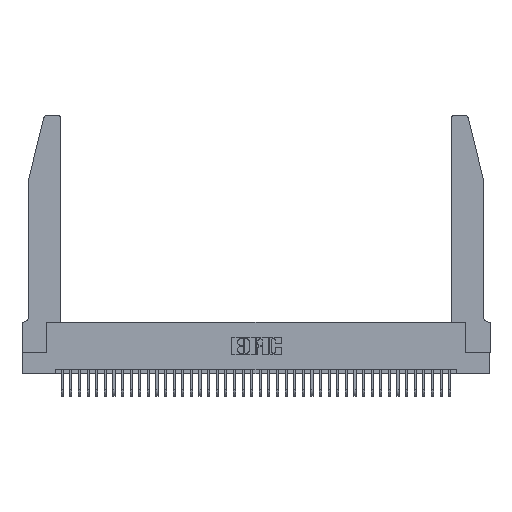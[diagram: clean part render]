
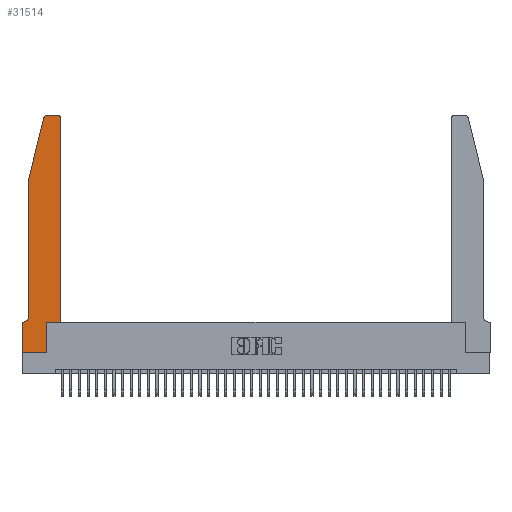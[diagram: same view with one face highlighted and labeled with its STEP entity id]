
A CAD part, top view. The second image highlights one B-rep face of the part: STEP entity #31514.
In plain terms, the highlighted planar face has unit normal (0, 0, 1).
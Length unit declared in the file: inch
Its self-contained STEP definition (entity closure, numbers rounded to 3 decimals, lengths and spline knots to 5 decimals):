
#34 = DIRECTION ( 'NONE',  ( 0., 0., 1. ) ) ;
#233 = DIRECTION ( 'NONE',  ( 1., 0., 0. ) ) ;
#368 = DIRECTION ( 'NONE',  ( 0., -1., 0. ) ) ;
#509 = CARTESIAN_POINT ( 'NONE',  ( 0.0755, 0.35, 0.37 ) ) ;
#668 = DIRECTION ( 'NONE',  ( 1., 0., 0. ) ) ;
#993 = LINE ( 'NONE', #7156, #25109 ) ;
#1679 = LINE ( 'NONE', #24317, #9761 ) ;
#1800 = VERTEX_POINT ( 'NONE', #36031 ) ;
#2119 = EDGE_CURVE ( 'NONE', #13426, #10179, #8835, .T. ) ;
#2342 = EDGE_CURVE ( 'NONE', #25296, #24722, #22559, .T. ) ;
#2520 = EDGE_CURVE ( 'NONE', #24722, #13804, #1679, .T. ) ;
#3268 = EDGE_CURVE ( 'NONE', #24789, #31653, #37287, .T. ) ;
#3963 = EDGE_CURVE ( 'NONE', #28608, #24789, #16166, .T. ) ;
#3992 = EDGE_CURVE ( 'NONE', #31653, #25296, #22309, .T. ) ;
#5056 = CARTESIAN_POINT ( 'NONE',  ( 0.284, 2.75, 0.37 ) ) ;
#5157 = EDGE_LOOP ( 'NONE', ( #7028, #20521, #12820, #9237, #28053, #11678, #6545, #28294, #12804, #33161, #23048, #23333 ) ) ;
#5590 = DIRECTION ( 'NONE',  ( 0., -1., 0. ) ) ;
#6545 = ORIENTED_EDGE ( 'NONE', *, *, #2342, .T. ) ;
#7028 = ORIENTED_EDGE ( 'NONE', *, *, #13002, .T. ) ;
#7156 = CARTESIAN_POINT ( 'NONE',  ( 0.4505, 0.35, 0.37 ) ) ;
#7393 = VECTOR ( 'NONE', #5590, 39.37008 ) ;
#7765 = CARTESIAN_POINT ( 'NONE',  ( 0.2865, 0.35, 0.37 ) ) ;
#8058 = AXIS2_PLACEMENT_3D ( 'NONE', #14347, #35237, #17399 ) ;
#8149 = CARTESIAN_POINT ( 'NONE',  ( 0.25487, 2.72718, 0.37 ) ) ;
#8314 = CARTESIAN_POINT ( 'NONE',  ( 0.4505, 2.72, 0.37 ) ) ;
#8835 = LINE ( 'NONE', #10524, #14992 ) ;
#8845 = DIRECTION ( 'NONE',  ( -1., 0., 0. ) ) ;
#8973 = CARTESIAN_POINT ( 'NONE',  ( 0.2605, 2.75, 0.37 ) ) ;
#9237 = ORIENTED_EDGE ( 'NONE', *, *, #3963, .T. ) ;
#9761 = VECTOR ( 'NONE', #233, 39.37008 ) ;
#10179 = VERTEX_POINT ( 'NONE', #20084 ) ;
#10524 = CARTESIAN_POINT ( 'NONE',  ( 0.4505, 0.35, 0.37 ) ) ;
#10625 = CARTESIAN_POINT ( 'NONE',  ( 0., 0., 0.37 ) ) ;
#10850 = AXIS2_PLACEMENT_3D ( 'NONE', #18246, #34, #21272 ) ;
#10898 = VERTEX_POINT ( 'NONE', #5056 ) ;
#11354 = VECTOR ( 'NONE', #11913, 39.37008 ) ;
#11678 = ORIENTED_EDGE ( 'NONE', *, *, #3992, .T. ) ;
#11913 = DIRECTION ( 'NONE',  ( 0., 1., 0. ) ) ;
#12032 = AXIS2_PLACEMENT_3D ( 'NONE', #15803, #18854, #668 ) ;
#12632 = EDGE_CURVE ( 'NONE', #10179, #19879, #993, .T. ) ;
#12804 = ORIENTED_EDGE ( 'NONE', *, *, #20017, .T. ) ;
#12820 = ORIENTED_EDGE ( 'NONE', *, *, #27783, .T. ) ;
#12958 = CARTESIAN_POINT ( 'NONE',  ( 0.0055, 0.42, 0.37 ) ) ;
#13002 = EDGE_CURVE ( 'NONE', #1800, #10898, #19956, .T. ) ;
#13246 = CIRCLE ( 'NONE', #10850, 0.03 ) ;
#13426 = VERTEX_POINT ( 'NONE', #7765 ) ;
#13609 = VECTOR ( 'NONE', #30826, 39.37008 ) ;
#13804 = VERTEX_POINT ( 'NONE', #21523 ) ;
#14151 = EDGE_CURVE ( 'NONE', #10898, #36930, #26920, .T. ) ;
#14267 = VECTOR ( 'NONE', #36621, 39.37008 ) ;
#14347 = CARTESIAN_POINT ( 'NONE',  ( 0.284, 2.72, 0.37 ) ) ;
#14992 = VECTOR ( 'NONE', #19663, 39.37008 ) ;
#15803 = CARTESIAN_POINT ( 'NONE',  ( 0., 0.35, 0.37 ) ) ;
#15986 = DIRECTION ( 'NONE',  ( -1., 0., 0. ) ) ;
#16166 = LINE ( 'NONE', #36367, #23248 ) ;
#16979 = CARTESIAN_POINT ( 'NONE',  ( 0.0755, 0.42, 0.37 ) ) ;
#17399 = DIRECTION ( 'NONE',  ( 1., 0., 0. ) ) ;
#18246 = CARTESIAN_POINT ( 'NONE',  ( 0.4205, 2.72, 0.37 ) ) ;
#18854 = DIRECTION ( 'NONE',  ( 0., 0., 1. ) ) ;
#19228 = DIRECTION ( 'NONE',  ( 0., 1., 0. ) ) ;
#19663 = DIRECTION ( 'NONE',  ( 1., 0., 0. ) ) ;
#19879 = VERTEX_POINT ( 'NONE', #8314 ) ;
#19956 = LINE ( 'NONE', #8973, #26950 ) ;
#20017 = EDGE_CURVE ( 'NONE', #13804, #13426, #20363, .T. ) ;
#20084 = CARTESIAN_POINT ( 'NONE',  ( 0.4505, 0.35, 0.37 ) ) ;
#20363 = LINE ( 'NONE', #32840, #11354 ) ;
#20521 = ORIENTED_EDGE ( 'NONE', *, *, #14151, .T. ) ;
#21272 = DIRECTION ( 'NONE',  ( 1., 0., 0. ) ) ;
#21523 = CARTESIAN_POINT ( 'NONE',  ( 0.2865, 0., 0.37 ) ) ;
#22309 = LINE ( 'NONE', #509, #14267 ) ;
#22559 = LINE ( 'NONE', #26689, #7393 ) ;
#23048 = ORIENTED_EDGE ( 'NONE', *, *, #12632, .T. ) ;
#23248 = VECTOR ( 'NONE', #368, 39.37008 ) ;
#23333 = ORIENTED_EDGE ( 'NONE', *, *, #25600, .T. ) ;
#23511 = LINE ( 'NONE', #24967, #13609 ) ;
#24317 = CARTESIAN_POINT ( 'NONE',  ( 0., 0., 0.37 ) ) ;
#24722 = VERTEX_POINT ( 'NONE', #10625 ) ;
#24789 = VERTEX_POINT ( 'NONE', #16979 ) ;
#24967 = CARTESIAN_POINT ( 'NONE',  ( 0.0755, 2., 0.37 ) ) ;
#25109 = VECTOR ( 'NONE', #19228, 39.37008 ) ;
#25296 = VERTEX_POINT ( 'NONE', #34262 ) ;
#25600 = EDGE_CURVE ( 'NONE', #19879, #1800, #13246, .T. ) ;
#26689 = CARTESIAN_POINT ( 'NONE',  ( 0., 0., 0.37 ) ) ;
#26920 = CIRCLE ( 'NONE', #8058, 0.03 ) ;
#26950 = VECTOR ( 'NONE', #8845, 39.37008 ) ;
#27783 = EDGE_CURVE ( 'NONE', #36930, #28608, #23511, .T. ) ;
#28053 = ORIENTED_EDGE ( 'NONE', *, *, #3268, .T. ) ;
#28294 = ORIENTED_EDGE ( 'NONE', *, *, #2520, .T. ) ;
#28381 = CARTESIAN_POINT ( 'NONE',  ( 0.0055, 0.35, 0.37 ) ) ;
#28608 = VERTEX_POINT ( 'NONE', #32068 ) ;
#30826 = DIRECTION ( 'NONE',  ( -0.239, -0.971, 0. ) ) ;
#31464 = AXIS2_PLACEMENT_3D ( 'NONE', #12958, #33859, #15986 ) ;
#31514 = ADVANCED_FACE ( 'NONE', ( #38436 ), #36650, .T. ) ;
#31653 = VERTEX_POINT ( 'NONE', #28381 ) ;
#32068 = CARTESIAN_POINT ( 'NONE',  ( 0.0755, 2., 0.37 ) ) ;
#32840 = CARTESIAN_POINT ( 'NONE',  ( 0.2865, 0.35, 0.37 ) ) ;
#33161 = ORIENTED_EDGE ( 'NONE', *, *, #2119, .T. ) ;
#33859 = DIRECTION ( 'NONE',  ( 0., 0., -1. ) ) ;
#34262 = CARTESIAN_POINT ( 'NONE',  ( 0., 0.35, 0.37 ) ) ;
#35237 = DIRECTION ( 'NONE',  ( 0., 0., 1. ) ) ;
#36031 = CARTESIAN_POINT ( 'NONE',  ( 0.4205, 2.75, 0.37 ) ) ;
#36367 = CARTESIAN_POINT ( 'NONE',  ( 0.0755, 2., 0.37 ) ) ;
#36621 = DIRECTION ( 'NONE',  ( -1., 0., 0. ) ) ;
#36650 = PLANE ( 'NONE',  #12032 ) ;
#36930 = VERTEX_POINT ( 'NONE', #8149 ) ;
#37287 = CIRCLE ( 'NONE', #31464, 0.07 ) ;
#38436 = FACE_OUTER_BOUND ( 'NONE', #5157, .T. ) ;
